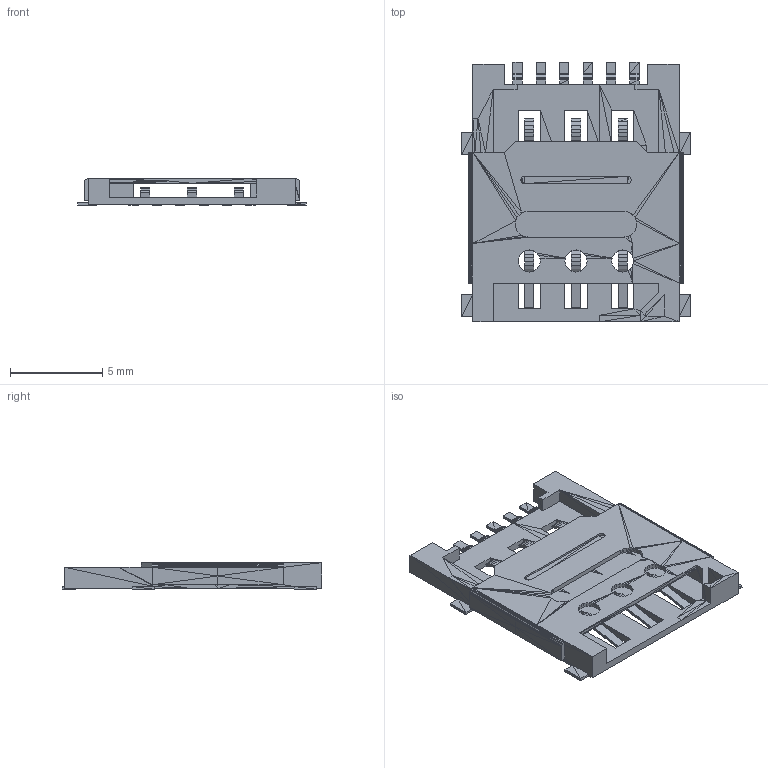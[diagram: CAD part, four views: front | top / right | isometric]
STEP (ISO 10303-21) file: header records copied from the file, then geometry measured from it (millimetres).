
FILE_DESCRIPTION(/* description */ (''),/* implementation_level */ '2;1');
FILE_NAME(/* name */ 'C111371.step',/* time_stamp */ '2023-04-28T09:38:44+02:00',/* author */ (''),/* organization */ (''),/* preprocessor_version */ 'ST-DEVELOPER v19.2',/* originating_system */ 'Autodesk Translation Framework v12.4.0.73',/* authorisation */ '');
FILE_SCHEMA (('AUTOMOTIVE_DESIGN { 1 0 10303 214 3 1 1 }'));
Length unit declared in the file: millimetre
Products named in the file (1): SimCardHolder
Bounding box: 12.4 x 14.1 x 1.45 mm (x, y, z)
Volume: 98.9 mm3; surface area: 523.1 mm2
Topology: 1 solids, 1 shells, 1327 faces, 2615 edges, 1289 vertices
Faces by surface type: plane 1327
Entity records: 31589 total; most frequent: DIRECTION 5271, CARTESIAN_POINT 5232, ORIENTED_EDGE 5230, LINE 2615, VECTOR 2615, EDGE_CURVE 2615, EDGE_LOOP 1348, AXIS2_PLACEMENT_3D 1328
